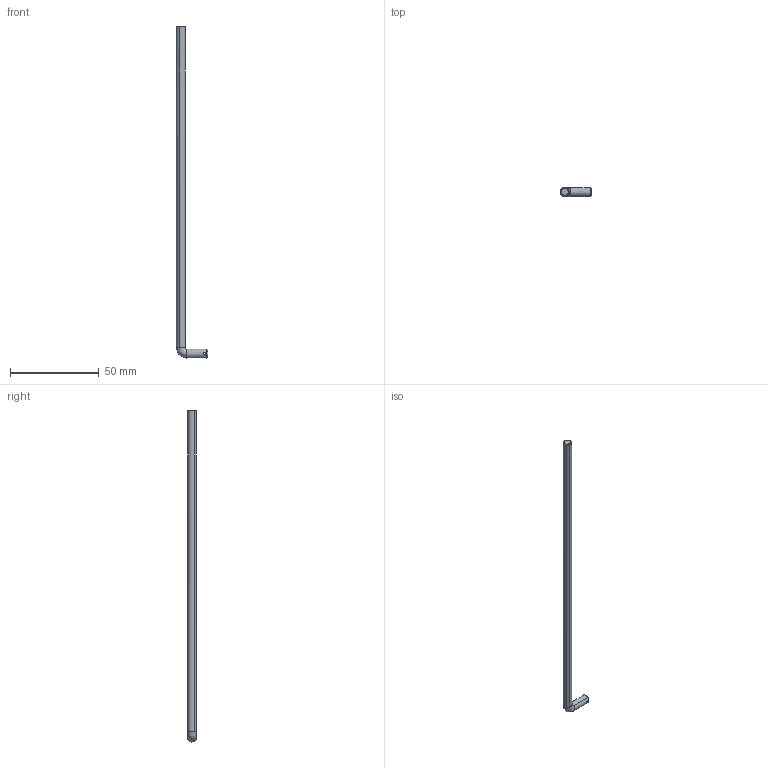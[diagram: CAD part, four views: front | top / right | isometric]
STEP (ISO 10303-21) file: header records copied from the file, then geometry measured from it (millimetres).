
FILE_DESCRIPTION((''),'2;1');
FILE_NAME('','2005-10-07T13:50:05',(''),(''),'','CADfix','');
FILE_SCHEMA(('AUTOMOTIVE_DESIGN'));
Length unit declared in the file: millimetre
Products named in the file (1): rod
Bounding box: 17.7 x 5 x 187.5 mm (x, y, z)
Volume: 3880.3 mm3; surface area: 3168.3 mm2
Topology: 1 solids, 1 shells, 14 faces, 52 edges, 40 vertices
Faces by surface type: bspline 14
Entity records: 859 total; most frequent: CARTESIAN_POINT 575, ORIENTED_EDGE 104, EDGE_CURVE 52, VERTEX_POINT 40, EDGE_LOOP 16, FACE_OUTER_BOUND 14, ADVANCED_FACE 14, QUASI_UNIFORM_CURVE 10
